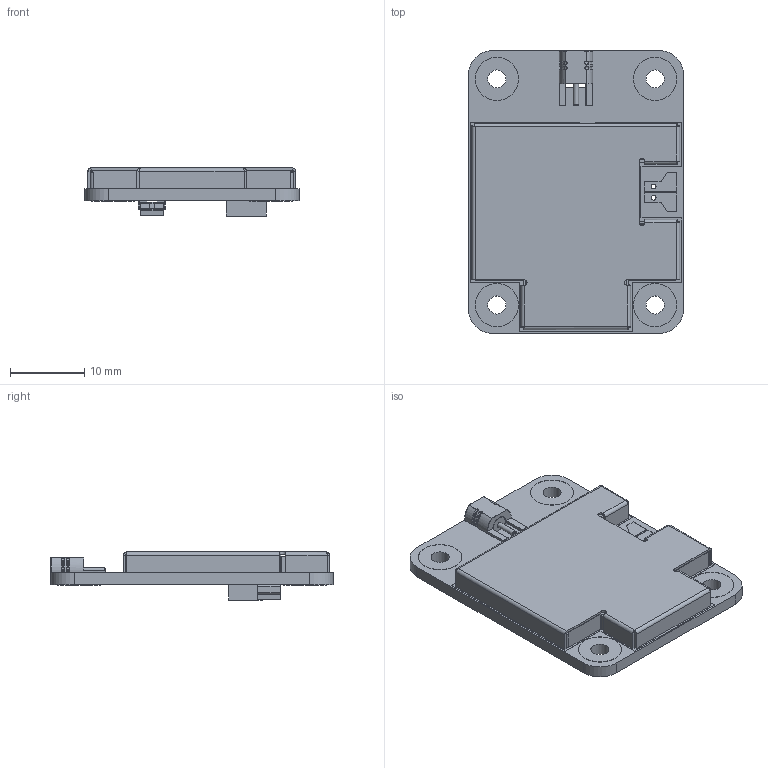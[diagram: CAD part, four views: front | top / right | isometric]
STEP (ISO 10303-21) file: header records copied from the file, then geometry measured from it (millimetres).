
FILE_DESCRIPTION(/* description */ (''),/* implementation_level */ '2;1');
FILE_NAME(/* name */ '6305-6002.stp',/* time_stamp */ '2018-03-28T09:24:14-04:00',/* author */ ('chad_thelen'),/* organization */ (''),/* preprocessor_version */ 'ST-DEVELOPER v16.5',/* originating_system */ 'Autodesk Inventor 2017',/* authorisation */ '');
FILE_SCHEMA (('AUTOMOTIVE_DESIGN { 1 0 10303 214 3 1 1 }'));
Length unit declared in the file: inch
Products named in the file (3): 6305-6002; 3023-0159 Blank; 3023-0162_3g
Assembly tree (2 placements, depth 2):
  6305-6002
    3023-0159 Blank
    3023-0162_3g
Bounding box: 28.96 x 38.1 x 6.48 mm (x, y, z)
Volume: 2189.1 mm3; surface area: 5053.1 mm2
Topology: 12 solids, 12 shells, 551 faces, 1327 edges, 812 vertices
Faces by surface type: plane 312, cylinder 149, torus 42, cone 20, bspline 20, sphere 8
Full cylindrical faces by diameter (mm): 0.508 x6, 0.65 x2, 0.7 x2, 2.3 x4, 2.41 x2, 2.438 x4, 5.842 x8
Entity records: 17060 total; most frequent: CARTESIAN_POINT 4189, DIRECTION 2559, ORIENTED_EDGE 2550, EDGE_CURVE 1275, AXIS2_PLACEMENT_3D 868, LINE 823, VECTOR 823, VERTEX_POINT 806
